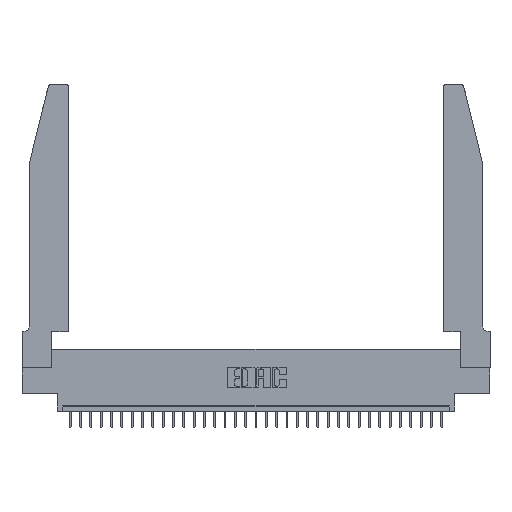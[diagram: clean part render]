
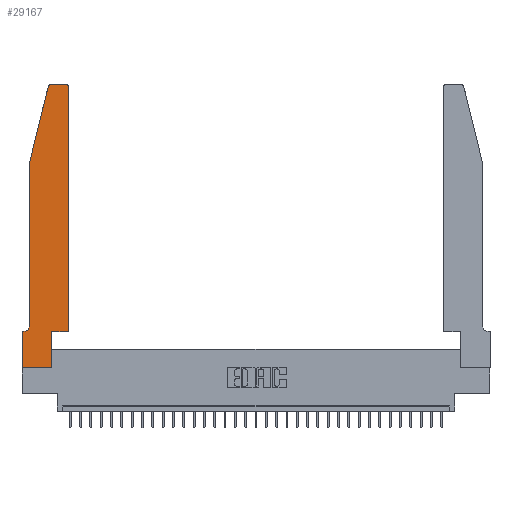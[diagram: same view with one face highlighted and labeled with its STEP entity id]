
A CAD part, top view. The second image highlights one B-rep face of the part: STEP entity #29167.
In plain terms, the highlighted planar face has unit normal (0, 0, 1).
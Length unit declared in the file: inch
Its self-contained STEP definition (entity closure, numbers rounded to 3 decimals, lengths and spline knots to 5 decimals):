
#380 = VECTOR ( 'NONE', #11774, 39.37008 ) ;
#1228 = ORIENTED_EDGE ( 'NONE', *, *, #23151, .T. ) ;
#1371 = DIRECTION ( 'NONE',  ( -1., 0., 0. ) ) ;
#1564 = ORIENTED_EDGE ( 'NONE', *, *, #6600, .T. ) ;
#1946 = VECTOR ( 'NONE', #26446, 39.37008 ) ;
#2481 = DIRECTION ( 'NONE',  ( 1., 0., 0. ) ) ;
#3112 = LINE ( 'NONE', #9021, #20161 ) ;
#3150 = CARTESIAN_POINT ( 'NONE',  ( 0.0055, 0.42, 0.37 ) ) ;
#4090 = VERTEX_POINT ( 'NONE', #27512 ) ;
#4285 = LINE ( 'NONE', #20859, #22517 ) ;
#4410 = CARTESIAN_POINT ( 'NONE',  ( 0., 0., 0.37 ) ) ;
#4458 = EDGE_CURVE ( 'NONE', #10863, #5197, #33255, .T. ) ;
#4760 = DIRECTION ( 'NONE',  ( 0., -1., 0. ) ) ;
#4936 = VERTEX_POINT ( 'NONE', #28302 ) ;
#5197 = VERTEX_POINT ( 'NONE', #15782 ) ;
#5275 = LINE ( 'NONE', #30614, #26785 ) ;
#5430 = DIRECTION ( 'NONE',  ( 1., 0., 0. ) ) ;
#5462 = EDGE_CURVE ( 'NONE', #30180, #4936, #5275, .T. ) ;
#5597 = EDGE_CURVE ( 'NONE', #16745, #30180, #16189, .T. ) ;
#5747 = VECTOR ( 'NONE', #11344, 39.37008 ) ;
#6600 = EDGE_CURVE ( 'NONE', #5197, #8758, #7664, .T. ) ;
#6954 = VERTEX_POINT ( 'NONE', #28052 ) ;
#7090 = VERTEX_POINT ( 'NONE', #22891 ) ;
#7134 = DIRECTION ( 'NONE',  ( 0., 0., 1. ) ) ;
#7258 = VERTEX_POINT ( 'NONE', #17365 ) ;
#7408 = LINE ( 'NONE', #8850, #18744 ) ;
#7421 = VERTEX_POINT ( 'NONE', #30218 ) ;
#7424 = LINE ( 'NONE', #10916, #20013 ) ;
#7664 = CIRCLE ( 'NONE', #29488, 0.07 ) ;
#8277 = CARTESIAN_POINT ( 'NONE',  ( 0.0755, 2., 0.37 ) ) ;
#8758 = VERTEX_POINT ( 'NONE', #31619 ) ;
#8850 = CARTESIAN_POINT ( 'NONE',  ( 0.2605, 2.75, 0.37 ) ) ;
#9021 = CARTESIAN_POINT ( 'NONE',  ( 0.0755, 0.35, 0.37 ) ) ;
#9318 = EDGE_CURVE ( 'NONE', #7258, #16816, #22580, .T. ) ;
#9956 = ORIENTED_EDGE ( 'NONE', *, *, #27980, .T. ) ;
#10833 = AXIS2_PLACEMENT_3D ( 'NONE', #23210, #30799, #2481 ) ;
#10863 = VERTEX_POINT ( 'NONE', #20496 ) ;
#10916 = CARTESIAN_POINT ( 'NONE',  ( 0.4505, 0.35, 0.37 ) ) ;
#11344 = DIRECTION ( 'NONE',  ( 0., -1., 0. ) ) ;
#11465 = ORIENTED_EDGE ( 'NONE', *, *, #16566, .T. ) ;
#11774 = DIRECTION ( 'NONE',  ( 0., 1., 0. ) ) ;
#11850 = CARTESIAN_POINT ( 'NONE',  ( 0.25487, 2.72718, 0.37 ) ) ;
#12085 = ORIENTED_EDGE ( 'NONE', *, *, #5597, .T. ) ;
#13068 = ORIENTED_EDGE ( 'NONE', *, *, #28716, .T. ) ;
#13412 = ORIENTED_EDGE ( 'NONE', *, *, #16428, .T. ) ;
#13679 = LINE ( 'NONE', #8277, #1946 ) ;
#13867 = CARTESIAN_POINT ( 'NONE',  ( 0.0755, 2., 0.37 ) ) ;
#14304 = VECTOR ( 'NONE', #4760, 39.37008 ) ;
#14518 = CARTESIAN_POINT ( 'NONE',  ( 0.2865, 0., 0.37 ) ) ;
#15384 = PLANE ( 'NONE',  #10833 ) ;
#15705 = DIRECTION ( 'NONE',  ( -1., 0., 0. ) ) ;
#15782 = CARTESIAN_POINT ( 'NONE',  ( 0.0755, 0.42, 0.37 ) ) ;
#16189 = LINE ( 'NONE', #29725, #380 ) ;
#16227 = DIRECTION ( 'NONE',  ( -1., 0., 0. ) ) ;
#16428 = EDGE_CURVE ( 'NONE', #7090, #4090, #24451, .T. ) ;
#16566 = EDGE_CURVE ( 'NONE', #4936, #6954, #7424, .T. ) ;
#16745 = VERTEX_POINT ( 'NONE', #14518 ) ;
#16816 = VERTEX_POINT ( 'NONE', #11850 ) ;
#17365 = CARTESIAN_POINT ( 'NONE',  ( 0.284, 2.75, 0.37 ) ) ;
#17447 = DIRECTION ( 'NONE',  ( 1., 0., 0. ) ) ;
#18726 = AXIS2_PLACEMENT_3D ( 'NONE', #23802, #7134, #17447 ) ;
#18744 = VECTOR ( 'NONE', #16227, 39.37008 ) ;
#19343 = CIRCLE ( 'NONE', #21956, 0.03 ) ;
#19523 = EDGE_CURVE ( 'NONE', #16816, #10863, #13679, .T. ) ;
#20013 = VECTOR ( 'NONE', #26721, 39.37008 ) ;
#20093 = DIRECTION ( 'NONE',  ( 1., 0., 0. ) ) ;
#20161 = VECTOR ( 'NONE', #1371, 39.37008 ) ;
#20311 = EDGE_CURVE ( 'NONE', #6954, #7421, #19343, .T. ) ;
#20496 = CARTESIAN_POINT ( 'NONE',  ( 0.0755, 2., 0.37 ) ) ;
#20762 = ORIENTED_EDGE ( 'NONE', *, *, #4458, .T. ) ;
#20859 = CARTESIAN_POINT ( 'NONE',  ( 0., 0., 0.37 ) ) ;
#21576 = DIRECTION ( 'NONE',  ( 1., 0., 0. ) ) ;
#21956 = AXIS2_PLACEMENT_3D ( 'NONE', #26671, #27015, #21576 ) ;
#22517 = VECTOR ( 'NONE', #5430, 39.37008 ) ;
#22524 = EDGE_LOOP ( 'NONE', ( #1228, #27299, #24622, #20762, #1564, #9956, #13412, #13068, #12085, #27117, #11465, #30968 ) ) ;
#22580 = CIRCLE ( 'NONE', #18726, 0.03 ) ;
#22891 = CARTESIAN_POINT ( 'NONE',  ( 0., 0.35, 0.37 ) ) ;
#23151 = EDGE_CURVE ( 'NONE', #7421, #7258, #7408, .T. ) ;
#23210 = CARTESIAN_POINT ( 'NONE',  ( 0., 0.35, 0.37 ) ) ;
#23802 = CARTESIAN_POINT ( 'NONE',  ( 0.284, 2.72, 0.37 ) ) ;
#24451 = LINE ( 'NONE', #4410, #14304 ) ;
#24622 = ORIENTED_EDGE ( 'NONE', *, *, #19523, .T. ) ;
#26446 = DIRECTION ( 'NONE',  ( -0.239, -0.971, 0. ) ) ;
#26671 = CARTESIAN_POINT ( 'NONE',  ( 0.4205, 2.72, 0.37 ) ) ;
#26721 = DIRECTION ( 'NONE',  ( 0., 1., 0. ) ) ;
#26785 = VECTOR ( 'NONE', #20093, 39.37008 ) ;
#27015 = DIRECTION ( 'NONE',  ( 0., 0., 1. ) ) ;
#27117 = ORIENTED_EDGE ( 'NONE', *, *, #5462, .T. ) ;
#27299 = ORIENTED_EDGE ( 'NONE', *, *, #9318, .T. ) ;
#27512 = CARTESIAN_POINT ( 'NONE',  ( 0., 0., 0.37 ) ) ;
#27980 = EDGE_CURVE ( 'NONE', #8758, #7090, #3112, .T. ) ;
#28052 = CARTESIAN_POINT ( 'NONE',  ( 0.4505, 2.72, 0.37 ) ) ;
#28181 = FACE_OUTER_BOUND ( 'NONE', #22524, .T. ) ;
#28302 = CARTESIAN_POINT ( 'NONE',  ( 0.4505, 0.35, 0.37 ) ) ;
#28464 = CARTESIAN_POINT ( 'NONE',  ( 0.2865, 0.35, 0.37 ) ) ;
#28716 = EDGE_CURVE ( 'NONE', #4090, #16745, #4285, .T. ) ;
#28859 = DIRECTION ( 'NONE',  ( 0., 0., -1. ) ) ;
#29167 = ADVANCED_FACE ( 'NONE', ( #28181 ), #15384, .T. ) ;
#29488 = AXIS2_PLACEMENT_3D ( 'NONE', #3150, #28859, #15705 ) ;
#29725 = CARTESIAN_POINT ( 'NONE',  ( 0.2865, 0.35, 0.37 ) ) ;
#30180 = VERTEX_POINT ( 'NONE', #28464 ) ;
#30218 = CARTESIAN_POINT ( 'NONE',  ( 0.4205, 2.75, 0.37 ) ) ;
#30614 = CARTESIAN_POINT ( 'NONE',  ( 0.4505, 0.35, 0.37 ) ) ;
#30799 = DIRECTION ( 'NONE',  ( 0., 0., 1. ) ) ;
#30968 = ORIENTED_EDGE ( 'NONE', *, *, #20311, .T. ) ;
#31619 = CARTESIAN_POINT ( 'NONE',  ( 0.0055, 0.35, 0.37 ) ) ;
#33255 = LINE ( 'NONE', #13867, #5747 ) ;
